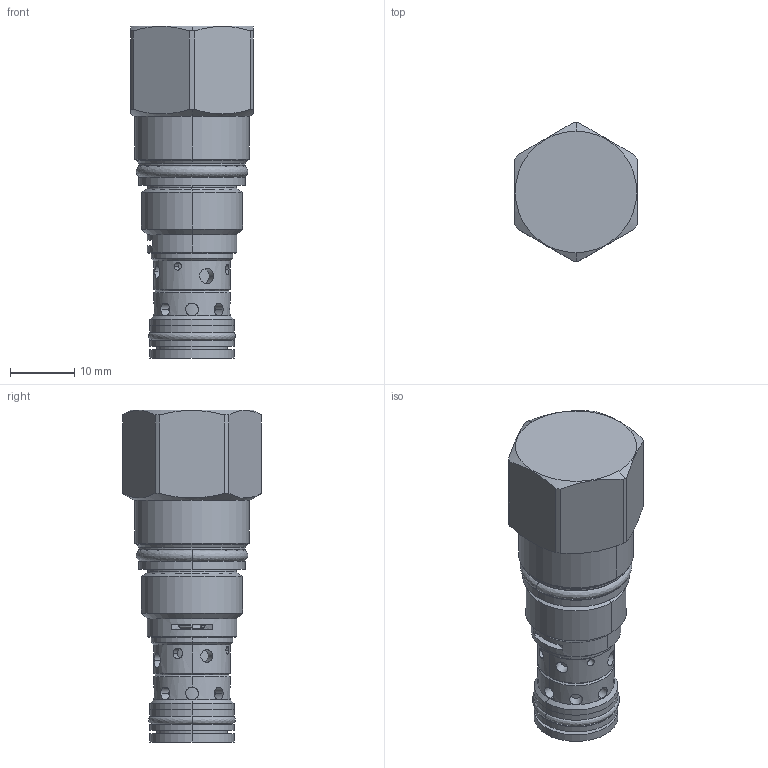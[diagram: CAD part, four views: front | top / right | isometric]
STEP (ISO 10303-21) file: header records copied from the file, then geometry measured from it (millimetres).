
FILE_DESCRIPTION((''),'2;1');
FILE_NAME('FCBCXCN_SW','2023-12-13T08:06:23',('SigMax'),(''),'CREO PARAMETRIC BY PTC INC, 2021072','CREO PARAMETRIC BY PTC INC, 2021072','');
FILE_SCHEMA(('AUTOMOTIVE_DESIGN { 1 0 10303 214 1 1 1 1 }'));
Length unit declared in the file: inch
Products named in the file (1): FCBCXCN_SW
Bounding box: 19.05 x 21.54 x 51.57 mm (x, y, z)
Volume: 10398.4 mm3; surface area: 5191.4 mm2
Topology: 2 solids, 3 shells, 228 faces, 541 edges, 337 vertices
Faces by surface type: cylinder 120, plane 37, cone 35, torus 30, revolution 6
Entity records: 10434 total; most frequent: CARTESIAN_POINT 3386, DIRECTION 1114, ORIENTED_EDGE 1078, EDGE_CURVE 539, AXIS2_PLACEMENT_3D 473, VERTEX_POINT 337, EDGE_LOOP 256, CIRCLE 251
